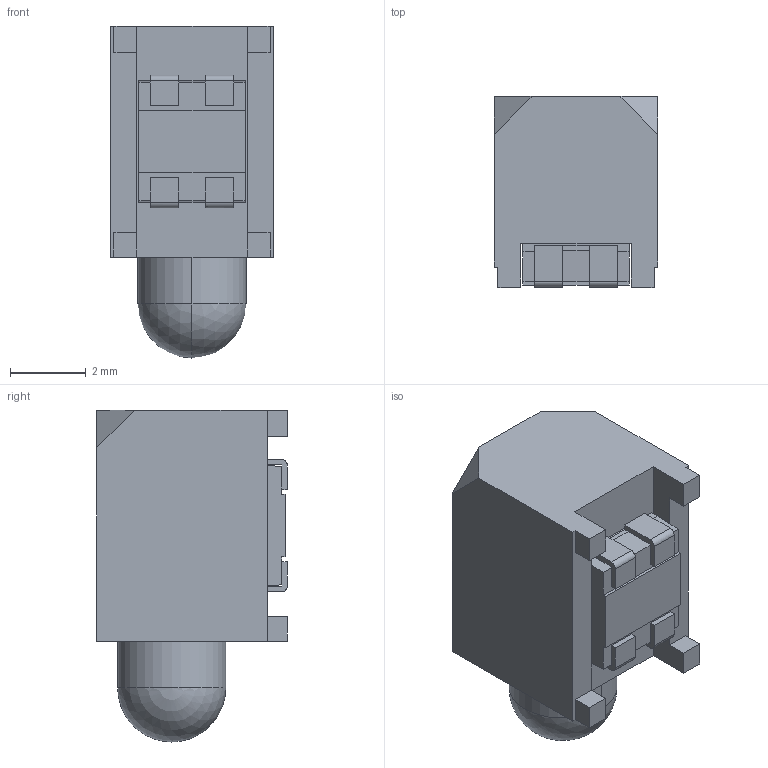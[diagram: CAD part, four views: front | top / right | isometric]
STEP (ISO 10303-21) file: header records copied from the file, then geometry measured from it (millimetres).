
FILE_DESCRIPTION (( 'STEP AP214' ), '1' );
FILE_NAME ('AAA3528AVU-1.STEP', '2014-09-23T00:20:21', ( 'admin' ), ( '' ), 'SwSTEP 2.0', 'SolidWorks 2012', '' );
FILE_SCHEMA (( 'AUTOMOTIVE_DESIGN' ));
Length unit declared in the file: millimetre
Products named in the file (1): AAA3528AVU-1
Bounding box: 4.32 x 5.03 x 8.76 mm (x, y, z)
Volume: 132.1 mm3; surface area: 193.4 mm2
Topology: 1 solids, 1 shells, 361 faces, 996 edges, 657 vertices
Faces by surface type: plane 237, bspline 116, cylinder 6, sphere 2
Entity records: 17654 total; most frequent: CARTESIAN_POINT 8409, ORIENTED_EDGE 1984, DIRECTION 1262, EDGE_CURVE 992, LINE 746, VECTOR 746, VERTEX_POINT 655, EDGE_LOOP 391
